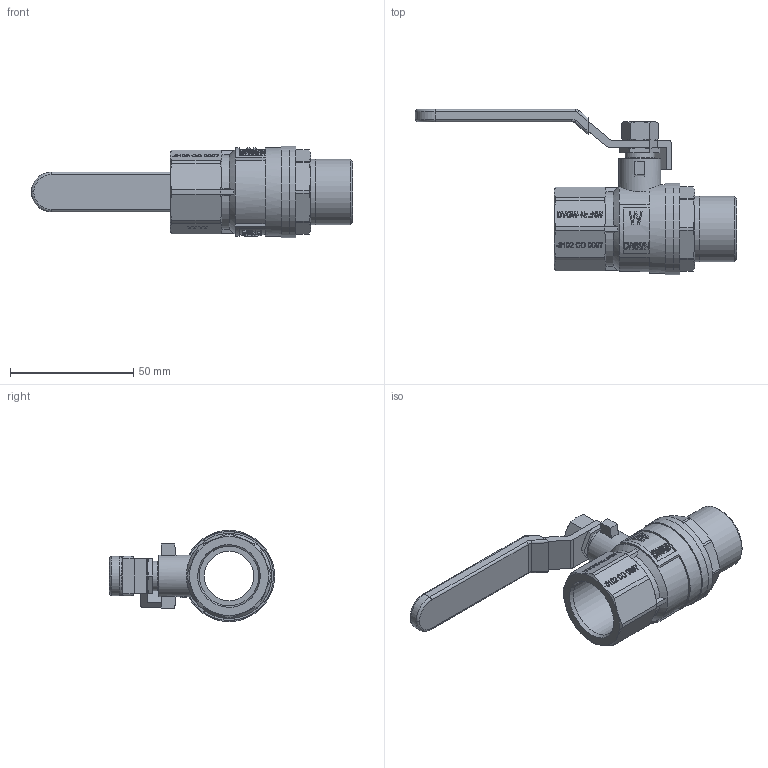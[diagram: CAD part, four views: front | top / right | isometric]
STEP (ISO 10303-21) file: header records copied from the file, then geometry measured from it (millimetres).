
FILE_DESCRIPTION(/* description */ ('Unknown'),/* implementation_level */ '2;1');
FILE_NAME(/* name */ '7501-05',/* time_stamp */ '2023-06-12T13:31:24+02:00',/* author */ ('Unknown'),/* organization */ ('Unknown'),/* preprocessor_version */ 'ST-DEVELOPER v18.102',/* originating_system */ 'Solid Edge',/* authorisation */ 'Unknown');
FILE_SCHEMA (('AUTOMOTIVE_DESIGN {1 0 10303 214 3 1 1}'));
Products named in the file (15): 7501-05-NEU-VOLL-STEP; Stahlgriff; Stahlgriff-n; Stahlgriff-u; 600-1_2-Mutter.2; Einschraubteil; Kvrper-co; Kugel; Kvrper; Kugeldichtung.1; Spindel-co; 600-3_4-O-Ring; 600-3_4-Stopfbuchse; 600-3_4-Spindeldichtung; 600-3_4-Spindel
Assembly tree (15 placements, depth 3):
  7501-05-NEU-VOLL-STEP
    Stahlgriff
      Stahlgriff-n
      Stahlgriff-u
    600-1_2-Mutter.2
    Einschraubteil
    Kvrper-co
      Kugel
      Kvrper
      Kugeldichtung.1  x2
    Spindel-co
      600-3_4-O-Ring
      600-3_4-Stopfbuchse
      600-3_4-Spindeldichtung
      600-3_4-Spindel
Bounding box: 130.25 x 67 x 37 mm (x, y, z)
Volume: 44459.5 mm3; surface area: 36865.3 mm2
Topology: 12 solids, 12 shells, 1821 faces, 5053 edges, 3349 vertices
Faces by surface type: plane 1623, cylinder 115, cone 65, bspline 8, torus 7, sphere 3
Full cylindrical faces by diameter (mm): 6.75 x1, 6.8 x1, 7 x1, 9 x3, 9.1 x2, 10.5 x1, 11 x1, 12 x1, 12.3 x1, 12.5 x1, 14 x1, 16 x1, 17 x1, 20 x5, 24.117 x1, 26.441 x1, 26.442 x1, 27 x4, 31.5 x1, 33 x1, 33.5 x1, 36 x1, 37 x2
Entity records: 73221 total; most frequent: CARTESIAN_POINT 14008, ORIENTED_EDGE 9936, DIRECTION 9775, EDGE_CURVE 4968, LINE 3561, VECTOR 3561, VERTEX_POINT 3331, AXIS2_PLACEMENT_3D 3107
